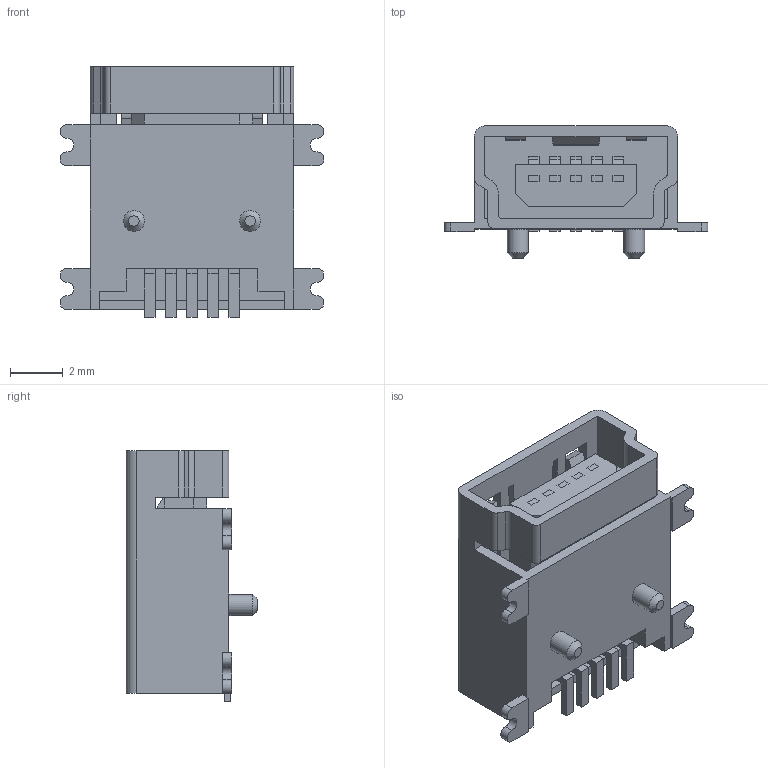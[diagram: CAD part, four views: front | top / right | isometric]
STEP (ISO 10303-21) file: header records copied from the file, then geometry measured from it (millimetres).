
FILE_DESCRIPTION(/* description */ ('STEP AP242','CAx-IF Rec.Pracs.---Representation and Presentation of Product Manufacturing Information (PMI)---4.0---2014-10-13','CAx-IF Rec.Pracs.---3D Tessellated Geometry---0.4---2014-09-14','2;1'),/* implementation_level */ '2;1');
FILE_NAME(/* name */ 'MUSB-05-S-B-SM-A',/* time_stamp */ '2026-01-19T04:00:33+01:00',/* author */ ('License CC BY-ND 4.0'),/* organization */ ('CADENAS'),/* preprocessor_version */ 'ST-DEVELOPER v20',/* originating_system */ 'PARTsolutions',/* authorisation */ ' ');
FILE_SCHEMA (('AP242_MANAGED_MODEL_BASED_3D_ENGINEERING_MIM_LF { 1 0 10303 442 1 1 4 }'));
Length unit declared in the file: millimetre
Products named in the file (4): MUSB-05-S-B-SM-A; MUSBB; MUSB-Body; MUSB-Pin
Assembly tree (3 placements, depth 2):
  MUSB-05-S-B-SM-A
    MUSBB
    MUSB-Body
    MUSB-Pin
Bounding box: 10 x 5 x 9.5 mm (x, y, z)
Volume: 188 mm3; surface area: 567.8 mm2
Topology: 3 solids, 3 shells, 260 faces, 738 edges, 490 vertices
Faces by surface type: plane 206, cylinder 52, cone 2
Full cylindrical faces by diameter (mm): 0.8 x2
Entity records: 8451 total; most frequent: CARTESIAN_POINT 1488, ORIENTED_EDGE 1468, DIRECTION 1368, EDGE_CURVE 734, LINE 628, VECTOR 628, VERTEX_POINT 490, AXIS2_PLACEMENT_3D 370
